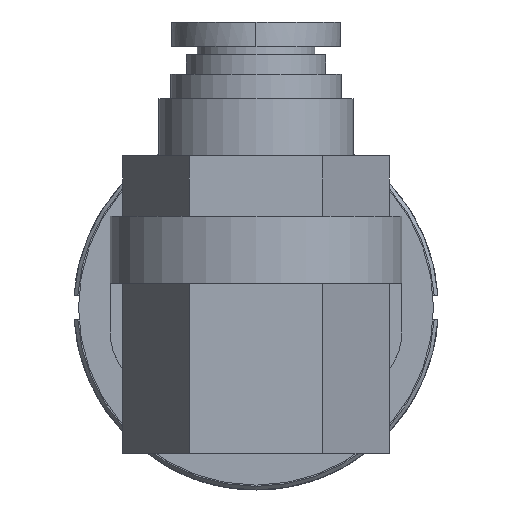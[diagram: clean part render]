
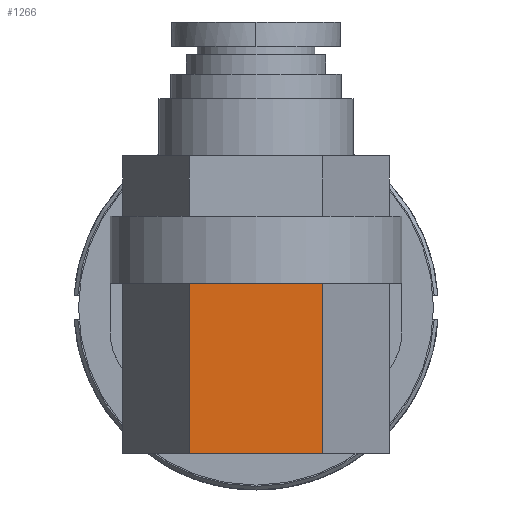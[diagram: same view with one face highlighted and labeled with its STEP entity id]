
A CAD part, left-side view. The second image highlights one B-rep face of the part: STEP entity #1266.
In plain terms, the highlighted planar face has unit normal (-1, 0, 0).
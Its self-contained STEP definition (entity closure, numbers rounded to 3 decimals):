
#583 = CARTESIAN_POINT ( 'NONE',  ( -59.5, -5.485, -12. ) ) ;
#587 = VERTEX_POINT ( 'NONE', #5147 ) ;
#624 = VECTOR ( 'NONE', #2093, 1000. ) ;
#796 = CARTESIAN_POINT ( 'NONE',  ( -59.5, -5.485, 2. ) ) ;
#925 = LINE ( 'NONE', #1003, #1518 ) ;
#1003 = CARTESIAN_POINT ( 'NONE',  ( -59.5, -5.485, 2. ) ) ;
#1073 = PLANE ( 'NONE',  #1969 ) ;
#1143 = CARTESIAN_POINT ( 'NONE',  ( -59.5, 5.485, -12. ) ) ;
#1266 = ADVANCED_FACE ( 'NONE', ( #4307 ), #1073, .F. ) ;
#1301 = VERTEX_POINT ( 'NONE', #2305 ) ;
#1326 = DIRECTION ( 'NONE',  ( 0., -1., 0. ) ) ;
#1518 = VECTOR ( 'NONE', #1326, 1000. ) ;
#1969 = AXIS2_PLACEMENT_3D ( 'NONE', #4688, #5108, #3548 ) ;
#2093 = DIRECTION ( 'NONE',  ( 0., 1., 0. ) ) ;
#2243 = DIRECTION ( 'NONE',  ( 0., 0., -1. ) ) ;
#2305 = CARTESIAN_POINT ( 'NONE',  ( -59.5, -5.485, -12. ) ) ;
#2348 = LINE ( 'NONE', #1143, #3798 ) ;
#2421 = EDGE_CURVE ( 'NONE', #1301, #587, #4199, .T. ) ;
#2499 = LINE ( 'NONE', #2581, #4897 ) ;
#2545 = ORIENTED_EDGE ( 'NONE', *, *, #4884, .F. ) ;
#2577 = ORIENTED_EDGE ( 'NONE', *, *, #2421, .F. ) ;
#2581 = CARTESIAN_POINT ( 'NONE',  ( -59.5, -5.485, -12. ) ) ;
#2748 = CARTESIAN_POINT ( 'NONE',  ( -59.5, 5.485, 2. ) ) ;
#3207 = VERTEX_POINT ( 'NONE', #796 ) ;
#3505 = EDGE_LOOP ( 'NONE', ( #2545, #4822, #4629, #2577 ) ) ;
#3548 = DIRECTION ( 'NONE',  ( 0., 1., 0. ) ) ;
#3798 = VECTOR ( 'NONE', #2243, 1000. ) ;
#4190 = VERTEX_POINT ( 'NONE', #2748 ) ;
#4199 = LINE ( 'NONE', #583, #624 ) ;
#4307 = FACE_OUTER_BOUND ( 'NONE', #3505, .T. ) ;
#4487 = EDGE_CURVE ( 'NONE', #4190, #3207, #925, .T. ) ;
#4629 = ORIENTED_EDGE ( 'NONE', *, *, #4663, .T. ) ;
#4663 = EDGE_CURVE ( 'NONE', #4190, #587, #2348, .T. ) ;
#4688 = CARTESIAN_POINT ( 'NONE',  ( -59.5, 5.485, -12. ) ) ;
#4822 = ORIENTED_EDGE ( 'NONE', *, *, #4487, .F. ) ;
#4884 = EDGE_CURVE ( 'NONE', #3207, #1301, #2499, .T. ) ;
#4897 = VECTOR ( 'NONE', #4932, 1000. ) ;
#4932 = DIRECTION ( 'NONE',  ( 0., 0., -1. ) ) ;
#5108 = DIRECTION ( 'NONE',  ( 1., 0., 0. ) ) ;
#5147 = CARTESIAN_POINT ( 'NONE',  ( -59.5, 5.485, -12. ) ) ;
